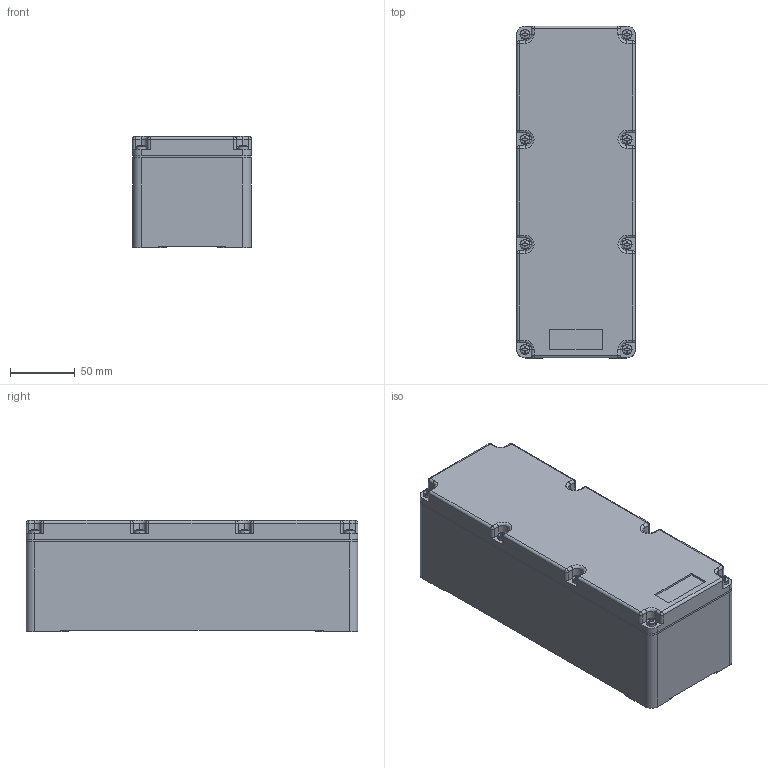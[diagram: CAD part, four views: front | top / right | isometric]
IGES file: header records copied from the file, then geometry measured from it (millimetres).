
Start section: Elysium IGES Interface
Global section: file name: 56HAP_0925.igs; native system: Creo Elements/Direct Modeling 17.0D  15-Jul-2011; preprocessor: Creo Element/Direct IGES_3D V2.2; author: Unknown; organization: Unknown; date: 20120321.082110; units: millimetre
Bounding box: 92 x 257 x 86 mm (x, y, z)
Volume: 438862.6 mm3; surface area: 245508.9 mm2
Topology: 13 solids, 13 shells, 1297 faces, 3440 edges, 2256 vertices
Faces by surface type: bspline 1297
